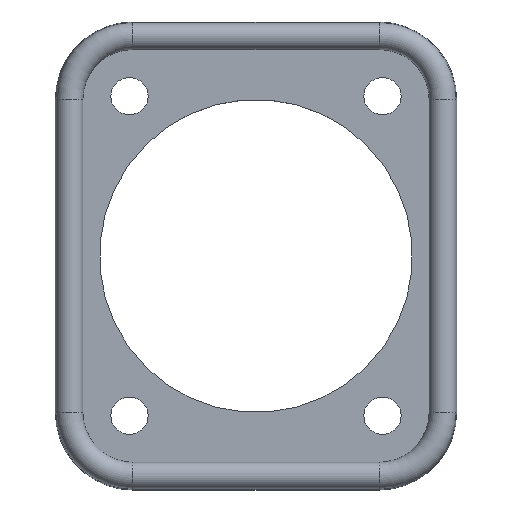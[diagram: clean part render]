
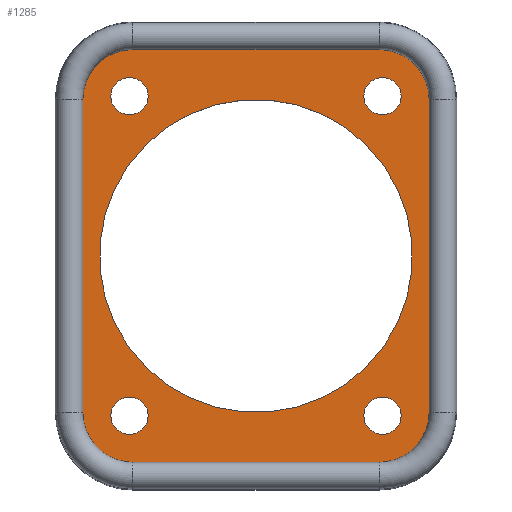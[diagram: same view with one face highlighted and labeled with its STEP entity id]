
A CAD part, top view. The second image highlights one B-rep face of the part: STEP entity #1285.
In plain terms, the highlighted planar face has unit normal (0, 0, 1).
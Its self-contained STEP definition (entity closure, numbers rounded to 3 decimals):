
#254=DIRECTION('',(1.,0.,0.));
#255=VECTOR('',#254,18.5);
#256=CARTESIAN_POINT('',(-9.25,-15.5,1.5));
#257=LINE('',#256,#255);
#262=CARTESIAN_POINT('',(-9.25,-11.75,1.5));
#263=DIRECTION('',(0.,0.,1.));
#264=DIRECTION('',(-1.,0.,0.));
#265=AXIS2_PLACEMENT_3D('',#262,#263,#264);
#271=DIRECTION('',(0.,-1.,0.));
#272=VECTOR('',#271,23.5);
#273=CARTESIAN_POINT('',(-13.,11.75,1.5));
#274=LINE('',#273,#272);
#275=CARTESIAN_POINT('',(-9.25,11.75,1.5));
#276=DIRECTION('',(0.,0.,1.));
#277=DIRECTION('',(0.,1.,0.));
#278=AXIS2_PLACEMENT_3D('',#275,#276,#277);
#284=DIRECTION('',(-1.,0.,0.));
#285=VECTOR('',#284,18.5);
#286=CARTESIAN_POINT('',(9.25,15.5,1.5));
#287=LINE('',#286,#285);
#296=CARTESIAN_POINT('',(9.25,11.75,1.5));
#297=DIRECTION('',(0.,0.,1.));
#298=DIRECTION('',(1.,0.,0.));
#299=AXIS2_PLACEMENT_3D('',#296,#297,#298);
#305=DIRECTION('',(0.,1.,0.));
#306=VECTOR('',#305,23.5);
#307=CARTESIAN_POINT('',(13.,-11.75,1.5));
#308=LINE('',#307,#306);
#313=CARTESIAN_POINT('',(9.25,-11.75,1.5));
#314=DIRECTION('',(0.,0.,1.));
#315=DIRECTION('',(0.,-1.,0.));
#316=AXIS2_PLACEMENT_3D('',#313,#314,#315);
#318=CARTESIAN_POINT('',(-9.5,12.,1.5));
#319=DIRECTION('',(0.,0.,1.));
#320=DIRECTION('',(-1.,0.,0.));
#321=AXIS2_PLACEMENT_3D('',#318,#319,#320);
#323=CARTESIAN_POINT('',(-9.5,12.,1.5));
#324=DIRECTION('',(0.,0.,1.));
#325=DIRECTION('',(1.,0.,0.));
#326=AXIS2_PLACEMENT_3D('',#323,#324,#325);
#328=CARTESIAN_POINT('',(9.5,12.,1.5));
#329=DIRECTION('',(0.,0.,1.));
#330=DIRECTION('',(-1.,0.,0.));
#331=AXIS2_PLACEMENT_3D('',#328,#329,#330);
#333=CARTESIAN_POINT('',(9.5,12.,1.5));
#334=DIRECTION('',(0.,0.,1.));
#335=DIRECTION('',(1.,0.,0.));
#336=AXIS2_PLACEMENT_3D('',#333,#334,#335);
#338=CARTESIAN_POINT('',(-9.5,-12.,1.5));
#339=DIRECTION('',(0.,0.,1.));
#340=DIRECTION('',(-1.,0.,0.));
#341=AXIS2_PLACEMENT_3D('',#338,#339,#340);
#343=CARTESIAN_POINT('',(-9.5,-12.,1.5));
#344=DIRECTION('',(0.,0.,1.));
#345=DIRECTION('',(1.,0.,0.));
#346=AXIS2_PLACEMENT_3D('',#343,#344,#345);
#348=CARTESIAN_POINT('',(9.5,-12.,1.5));
#349=DIRECTION('',(0.,0.,1.));
#350=DIRECTION('',(-1.,0.,0.));
#351=AXIS2_PLACEMENT_3D('',#348,#349,#350);
#353=CARTESIAN_POINT('',(9.5,-12.,1.5));
#354=DIRECTION('',(0.,0.,1.));
#355=DIRECTION('',(1.,0.,0.));
#356=AXIS2_PLACEMENT_3D('',#353,#354,#355);
#358=DIRECTION('',(0.,1.,0.));
#359=VECTOR('',#358,2.176);
#360=CARTESIAN_POINT('',(11.7,-1.088,1.5));
#361=LINE('',#360,#359);
#362=CARTESIAN_POINT('',(0.,0.,1.5));
#363=DIRECTION('',(0.,0.,1.));
#364=DIRECTION('',(0.996,0.093,0.));
#365=AXIS2_PLACEMENT_3D('',#362,#363,#364);
#367=DIRECTION('',(0.,-1.,0.));
#368=VECTOR('',#367,2.176);
#369=CARTESIAN_POINT('',(-11.7,1.088,1.5));
#370=LINE('',#369,#368);
#371=CARTESIAN_POINT('',(0.,0.,1.5));
#372=DIRECTION('',(0.,0.,1.));
#373=DIRECTION('',(-0.996,-0.093,0.));
#374=AXIS2_PLACEMENT_3D('',#371,#372,#373);
#590=CARTESIAN_POINT('',(-9.25,15.5,1.5));
#592=VERTEX_POINT('',#590);
#604=CARTESIAN_POINT('',(-13.,11.75,1.5));
#606=VERTEX_POINT('',#604);
#618=CARTESIAN_POINT('',(-13.,-11.75,1.5));
#620=VERTEX_POINT('',#618);
#632=CARTESIAN_POINT('',(-9.25,-15.5,1.5));
#634=VERTEX_POINT('',#632);
#646=CARTESIAN_POINT('',(9.25,-15.5,1.5));
#648=VERTEX_POINT('',#646);
#660=CARTESIAN_POINT('',(13.,-11.75,1.5));
#662=VERTEX_POINT('',#660);
#674=CARTESIAN_POINT('',(13.,11.75,1.5));
#676=VERTEX_POINT('',#674);
#688=CARTESIAN_POINT('',(9.25,15.5,1.5));
#690=VERTEX_POINT('',#688);
#706=CARTESIAN_POINT('',(-11.7,-1.088,1.5));
#707=CARTESIAN_POINT('',(11.7,-1.088,1.5));
#708=VERTEX_POINT('',#706);
#709=VERTEX_POINT('',#707);
#710=CARTESIAN_POINT('',(11.7,1.088,1.5));
#711=CARTESIAN_POINT('',(-11.7,1.088,1.5));
#712=VERTEX_POINT('',#710);
#713=VERTEX_POINT('',#711);
#730=CARTESIAN_POINT('',(8.1,12.,1.5));
#731=CARTESIAN_POINT('',(10.9,12.,1.5));
#732=VERTEX_POINT('',#730);
#733=VERTEX_POINT('',#731);
#734=CARTESIAN_POINT('',(-10.9,12.,1.5));
#735=CARTESIAN_POINT('',(-8.1,12.,1.5));
#736=VERTEX_POINT('',#734);
#737=VERTEX_POINT('',#735);
#738=CARTESIAN_POINT('',(8.1,-12.,1.5));
#739=CARTESIAN_POINT('',(10.9,-12.,1.5));
#740=VERTEX_POINT('',#738);
#741=VERTEX_POINT('',#739);
#742=CARTESIAN_POINT('',(-10.9,-12.,1.5));
#743=CARTESIAN_POINT('',(-8.1,-12.,1.5));
#744=VERTEX_POINT('',#742);
#745=VERTEX_POINT('',#743);
#1236=CARTESIAN_POINT('',(-9.25,11.75,1.5));
#1237=DIRECTION('',(0.,0.,1.));
#1238=DIRECTION('',(0.,-1.,0.));
#1239=AXIS2_PLACEMENT_3D('',#1236,#1237,#1238);
#1240=PLANE('',#1239);
#1241=ORIENTED_EDGE('',*,*,#1188,.F.);
#1242=ORIENTED_EDGE('',*,*,#1202,.F.);
#1243=ORIENTED_EDGE('',*,*,#1216,.F.);
#1244=ORIENTED_EDGE('',*,*,#1229,.F.);
#1245=ORIENTED_EDGE('',*,*,#1131,.F.);
#1246=ORIENTED_EDGE('',*,*,#1146,.F.);
#1247=ORIENTED_EDGE('',*,*,#1160,.F.);
#1248=ORIENTED_EDGE('',*,*,#1174,.F.);
#1249=EDGE_LOOP('',(#1241,#1242,#1243,#1244,#1245,#1246,#1247,#1248));
#1250=FACE_OUTER_BOUND('',#1249,.F.);
#1252=ORIENTED_EDGE('',*,*,#1251,.T.);
#1254=ORIENTED_EDGE('',*,*,#1253,.T.);
#1255=EDGE_LOOP('',(#1252,#1254));
#1256=FACE_BOUND('',#1255,.F.);
#1258=ORIENTED_EDGE('',*,*,#1257,.T.);
#1260=ORIENTED_EDGE('',*,*,#1259,.T.);
#1261=EDGE_LOOP('',(#1258,#1260));
#1262=FACE_BOUND('',#1261,.F.);
#1264=ORIENTED_EDGE('',*,*,#1263,.T.);
#1266=ORIENTED_EDGE('',*,*,#1265,.T.);
#1267=EDGE_LOOP('',(#1264,#1266));
#1268=FACE_BOUND('',#1267,.F.);
#1270=ORIENTED_EDGE('',*,*,#1269,.T.);
#1272=ORIENTED_EDGE('',*,*,#1271,.T.);
#1273=EDGE_LOOP('',(#1270,#1272));
#1274=FACE_BOUND('',#1273,.F.);
#1276=ORIENTED_EDGE('',*,*,#1275,.T.);
#1278=ORIENTED_EDGE('',*,*,#1277,.T.);
#1280=ORIENTED_EDGE('',*,*,#1279,.T.);
#1282=ORIENTED_EDGE('',*,*,#1281,.T.);
#1283=EDGE_LOOP('',(#1276,#1278,#1280,#1282));
#1284=FACE_BOUND('',#1283,.F.);
#1285=ADVANCED_FACE('',(#1250,#1256,#1262,#1268,#1274,#1284),#1240,.T.);
#266=CIRCLE('',#265,3.75);
#279=CIRCLE('',#278,3.75);
#300=CIRCLE('',#299,3.75);
#317=CIRCLE('',#316,3.75);
#322=CIRCLE('',#321,1.4);
#327=CIRCLE('',#326,1.4);
#332=CIRCLE('',#331,1.4);
#337=CIRCLE('',#336,1.4);
#342=CIRCLE('',#341,1.4);
#347=CIRCLE('',#346,1.4);
#352=CIRCLE('',#351,1.4);
#357=CIRCLE('',#356,1.4);
#366=CIRCLE('',#365,11.75);
#375=CIRCLE('',#374,11.75);
#1131=EDGE_CURVE('',#634,#648,#257,.T.);
#1146=EDGE_CURVE('',#620,#634,#266,.T.);
#1160=EDGE_CURVE('',#606,#620,#274,.T.);
#1174=EDGE_CURVE('',#592,#606,#279,.T.);
#1188=EDGE_CURVE('',#690,#592,#287,.T.);
#1202=EDGE_CURVE('',#676,#690,#300,.T.);
#1216=EDGE_CURVE('',#662,#676,#308,.T.);
#1229=EDGE_CURVE('',#648,#662,#317,.T.);
#1251=EDGE_CURVE('',#732,#733,#332,.T.);
#1253=EDGE_CURVE('',#733,#732,#337,.T.);
#1257=EDGE_CURVE('',#744,#745,#342,.T.);
#1259=EDGE_CURVE('',#745,#744,#347,.T.);
#1263=EDGE_CURVE('',#740,#741,#352,.T.);
#1265=EDGE_CURVE('',#741,#740,#357,.T.);
#1269=EDGE_CURVE('',#736,#737,#322,.T.);
#1271=EDGE_CURVE('',#737,#736,#327,.T.);
#1275=EDGE_CURVE('',#709,#712,#361,.T.);
#1277=EDGE_CURVE('',#712,#713,#366,.T.);
#1279=EDGE_CURVE('',#713,#708,#370,.T.);
#1281=EDGE_CURVE('',#708,#709,#375,.T.);
